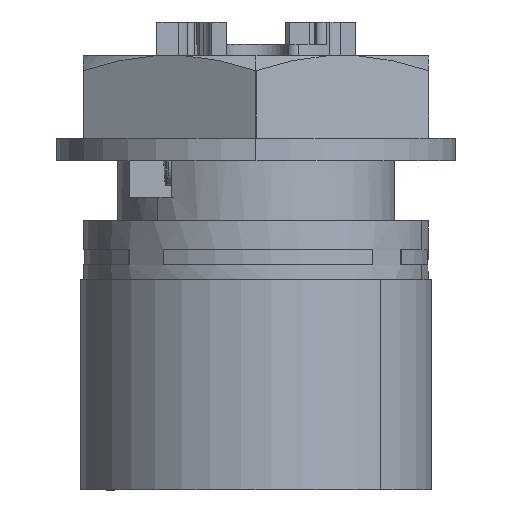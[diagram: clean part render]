
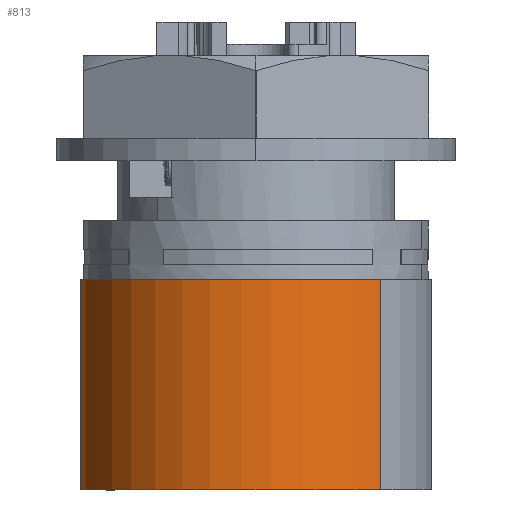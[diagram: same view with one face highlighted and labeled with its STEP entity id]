
A CAD part, left-side view. The second image highlights one B-rep face of the part: STEP entity #813.
In plain terms, the highlighted cylindrical face has radius 11.741 mm (diameter 23.482 mm), a partial arc.
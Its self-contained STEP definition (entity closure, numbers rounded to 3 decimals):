
#747=AXIS2_PLACEMENT_3D('Circle Axis2P3D',#745,#746,$) ;
#786=AXIS2_PLACEMENT_3D('Cylinder Axis2P3D',#783,#784,#785) ;
#804=AXIS2_PLACEMENT_3D('Circle Axis2P3D',#802,#803,$) ;
#745=CARTESIAN_POINT('Axis2P3D Location',(13.275,13.275,0.)) ;
#749=CARTESIAN_POINT('Vertex',(4.973,4.973,0.)) ;
#751=CARTESIAN_POINT('Vertex',(21.577,21.577,0.)) ;
#783=CARTESIAN_POINT('Axis2P3D Location',(13.275,13.275,7.61)) ;
#788=CARTESIAN_POINT('Line Origine',(21.577,21.577,7.61)) ;
#792=CARTESIAN_POINT('Vertex',(21.577,21.577,14.)) ;
#795=CARTESIAN_POINT('Line Origine',(4.973,4.973,7.61)) ;
#799=CARTESIAN_POINT('Vertex',(4.973,4.973,14.)) ;
#802=CARTESIAN_POINT('Axis2P3D Location',(13.275,13.275,14.)) ;
#746=DIRECTION('Axis2P3D Direction',(0.,0.,-1.)) ;
#784=DIRECTION('Axis2P3D Direction',(0.,0.,-1.)) ;
#785=DIRECTION('Axis2P3D XDirection',(-0.707,-0.707,0.)) ;
#789=DIRECTION('Vector Direction',(0.,0.,-1.)) ;
#796=DIRECTION('Vector Direction',(0.,0.,-1.)) ;
#803=DIRECTION('Axis2P3D Direction',(0.,0.,-1.)) ;
#790=VECTOR('Line Direction',#789,1.) ;
#797=VECTOR('Line Direction',#796,1.) ;
#808=ORIENTED_EDGE('',*,*,#794,.F.) ;
#809=ORIENTED_EDGE('',*,*,#753,.F.) ;
#810=ORIENTED_EDGE('',*,*,#801,.T.) ;
#811=ORIENTED_EDGE('',*,*,#806,.F.) ;
#813=ADVANCED_FACE('STECKVERBINDER',(#812),#787,.T.) ;
#748=CIRCLE('generated circle',#747,11.741) ;
#805=CIRCLE('generated circle',#804,11.741) ;
#787=CYLINDRICAL_SURFACE('generated cylinder',#786,11.741) ;
#753=EDGE_CURVE('',#750,#752,#748,.T.) ;
#794=EDGE_CURVE('',#752,#793,#791,.F.) ;
#801=EDGE_CURVE('',#750,#800,#798,.F.) ;
#806=EDGE_CURVE('',#793,#800,#805,.F.) ;
#807=EDGE_LOOP('',(#808,#809,#810,#811)) ;
#812=FACE_OUTER_BOUND('',#807,.T.) ;
#791=LINE('Line',#788,#790) ;
#798=LINE('Line',#795,#797) ;
#750=VERTEX_POINT('',#749) ;
#752=VERTEX_POINT('',#751) ;
#793=VERTEX_POINT('',#792) ;
#800=VERTEX_POINT('',#799) ;
